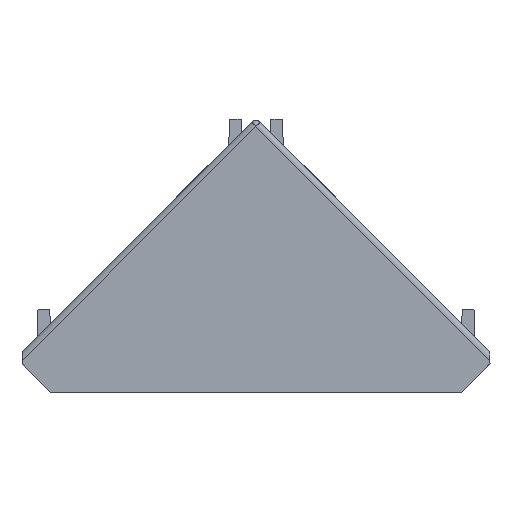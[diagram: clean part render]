
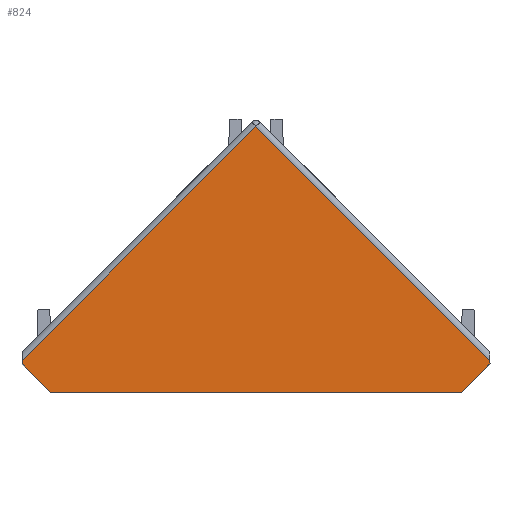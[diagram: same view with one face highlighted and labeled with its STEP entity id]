
A CAD part, top view. The second image highlights one B-rep face of the part: STEP entity #824.
In plain terms, the highlighted planar face has unit normal (0, 0.009, 1).
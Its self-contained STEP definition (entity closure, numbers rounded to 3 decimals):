
#5 = VECTOR ( 'NONE', #6414, 1000. ) ;
#387 = LINE ( 'NONE', #4832, #3236 ) ;
#763 = VECTOR ( 'NONE', #1809, 1000. ) ;
#824 = ADVANCED_FACE ( 'NONE', ( #1789 ), #4616, .T. ) ;
#908 = CARTESIAN_POINT ( 'NONE',  ( -16.971, 0., 14. ) ) ;
#1053 = ORIENTED_EDGE ( 'NONE', *, *, #3441, .T. ) ;
#1072 = VERTEX_POINT ( 'NONE', #2004 ) ;
#1142 = VERTEX_POINT ( 'NONE', #5748 ) ;
#1176 = VERTEX_POINT ( 'NONE', #1516 ) ;
#1436 = LINE ( 'NONE', #5895, #5 ) ;
#1446 = DIRECTION ( 'NONE',  ( 0., -1., 0.009 ) ) ;
#1516 = CARTESIAN_POINT ( 'NONE',  ( 19.299, 2.328, 13.98 ) ) ;
#1571 = CARTESIAN_POINT ( 'NONE',  ( -19.299, 2.626, 13.977 ) ) ;
#1656 = ORIENTED_EDGE ( 'NONE', *, *, #3635, .T. ) ;
#1661 = DIRECTION ( 'NONE',  ( 0.707, -0.707, 0.006 ) ) ;
#1789 = FACE_OUTER_BOUND ( 'NONE', #4649, .T. ) ;
#1809 = DIRECTION ( 'NONE',  ( -0.707, -0.707, 0.006 ) ) ;
#1813 = VECTOR ( 'NONE', #3184, 1000. ) ;
#2004 = CARTESIAN_POINT ( 'NONE',  ( -19.299, 2.626, 13.977 ) ) ;
#2134 = LINE ( 'NONE', #1571, #1813 ) ;
#2226 = CARTESIAN_POINT ( 'NONE',  ( 19.299, 2.328, 13.98 ) ) ;
#2325 = ORIENTED_EDGE ( 'NONE', *, *, #6093, .T. ) ;
#2420 = LINE ( 'NONE', #5292, #5051 ) ;
#2511 = CARTESIAN_POINT ( 'NONE',  ( 0., 21.925, 13.809 ) ) ;
#2547 = CARTESIAN_POINT ( 'NONE',  ( -16.971, 0., 14. ) ) ;
#2708 = LINE ( 'NONE', #2226, #5344 ) ;
#2770 = DIRECTION ( 'NONE',  ( 0., 1., -0.009 ) ) ;
#2911 = CARTESIAN_POINT ( 'NONE',  ( 0., 21.925, 13.809 ) ) ;
#3151 = DIRECTION ( 'NONE',  ( 1., 0., 0. ) ) ;
#3184 = DIRECTION ( 'NONE',  ( 0., -1., 0.009 ) ) ;
#3236 = VECTOR ( 'NONE', #1661, 1000. ) ;
#3441 = EDGE_CURVE ( 'NONE', #4808, #5345, #2420, .T. ) ;
#3482 = ORIENTED_EDGE ( 'NONE', *, *, #5771, .T. ) ;
#3539 = CARTESIAN_POINT ( 'NONE',  ( 19.299, 2.626, 13.977 ) ) ;
#3635 = EDGE_CURVE ( 'NONE', #5910, #1072, #5004, .T. ) ;
#3954 = VERTEX_POINT ( 'NONE', #5802 ) ;
#4371 = VECTOR ( 'NONE', #6167, 1000. ) ;
#4616 = PLANE ( 'NONE',  #6525 ) ;
#4638 = DIRECTION ( 'NONE',  ( 0., 0.009, 1. ) ) ;
#4649 = EDGE_LOOP ( 'NONE', ( #1053, #6773, #6594, #3482, #1656, #5118, #2325 ) ) ;
#4808 = VERTEX_POINT ( 'NONE', #2547 ) ;
#4832 = CARTESIAN_POINT ( 'NONE',  ( -19.299, 2.328, 13.98 ) ) ;
#5004 = LINE ( 'NONE', #2911, #763 ) ;
#5051 = VECTOR ( 'NONE', #3151, 1000. ) ;
#5118 = ORIENTED_EDGE ( 'NONE', *, *, #6465, .T. ) ;
#5187 = EDGE_CURVE ( 'NONE', #5345, #1176, #1436, .T. ) ;
#5248 = EDGE_CURVE ( 'NONE', #1176, #3954, #2708, .T. ) ;
#5292 = CARTESIAN_POINT ( 'NONE',  ( -16.971, 0., 14. ) ) ;
#5344 = VECTOR ( 'NONE', #2770, 1000. ) ;
#5345 = VERTEX_POINT ( 'NONE', #5986 ) ;
#5748 = CARTESIAN_POINT ( 'NONE',  ( -19.299, 2.328, 13.98 ) ) ;
#5769 = LINE ( 'NONE', #3539, #4371 ) ;
#5771 = EDGE_CURVE ( 'NONE', #3954, #5910, #5769, .T. ) ;
#5802 = CARTESIAN_POINT ( 'NONE',  ( 19.299, 2.626, 13.977 ) ) ;
#5895 = CARTESIAN_POINT ( 'NONE',  ( 16.971, 0., 14. ) ) ;
#5910 = VERTEX_POINT ( 'NONE', #2511 ) ;
#5986 = CARTESIAN_POINT ( 'NONE',  ( 16.971, 0., 14. ) ) ;
#6093 = EDGE_CURVE ( 'NONE', #1142, #4808, #387, .T. ) ;
#6167 = DIRECTION ( 'NONE',  ( -0.707, 0.707, -0.006 ) ) ;
#6414 = DIRECTION ( 'NONE',  ( 0.707, 0.707, -0.006 ) ) ;
#6465 = EDGE_CURVE ( 'NONE', #1072, #1142, #2134, .T. ) ;
#6525 = AXIS2_PLACEMENT_3D ( 'NONE', #908, #4638, #1446 ) ;
#6594 = ORIENTED_EDGE ( 'NONE', *, *, #5248, .T. ) ;
#6773 = ORIENTED_EDGE ( 'NONE', *, *, #5187, .T. ) ;
